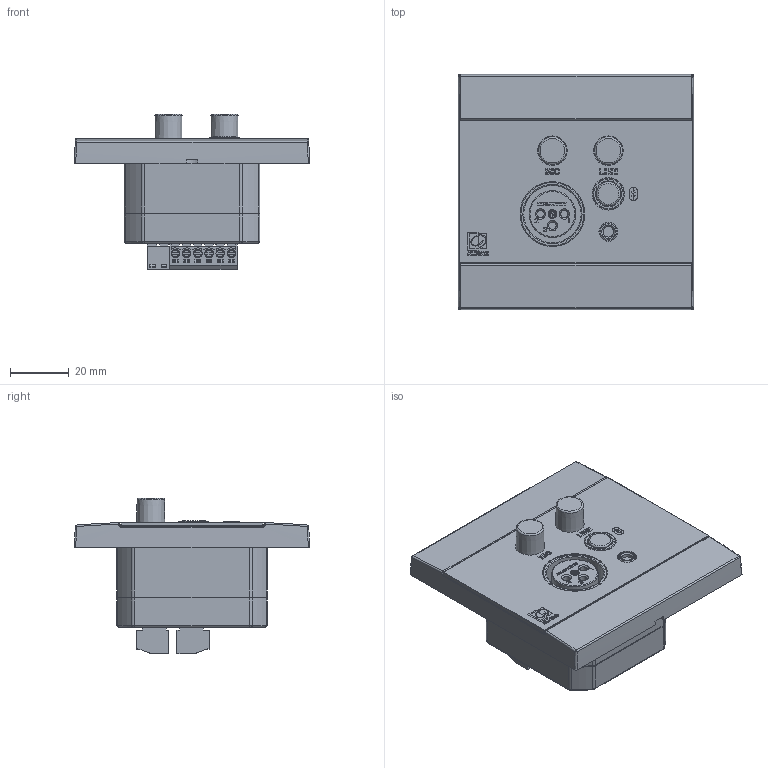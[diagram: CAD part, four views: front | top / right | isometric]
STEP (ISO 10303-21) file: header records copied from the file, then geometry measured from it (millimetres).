
FILE_DESCRIPTION(/* description */ (''),/* implementation_level */ '2;1');
FILE_NAME(/* name */ 'AUDAC - WP225.stp',/* time_stamp */ '2021-06-07T16:55:18+02:00',/* author */ ('kamiel'),/* organization */ (''),/* preprocessor_version */ 'ST-DEVELOPER v18.1',/* originating_system */ 'Autodesk Inventor 2021',/* authorisation */ '');
FILE_SCHEMA (('AUTOMOTIVE_DESIGN { 1 0 10303 214 3 1 1 }'));
Length unit declared in the file: millimetre
Products named in the file (1): AUDAC - WP225
Bounding box: 80 x 80 x 52.7 mm (x, y, z)
Volume: 116495 mm3; surface area: 39340.6 mm2
Topology: 1 solids, 21 shells, 2268 faces, 5963 edges, 3887 vertices
Faces by surface type: plane 1687, cylinder 358, bspline 78, torus 77, cone 48, sphere 20
Full cylindrical faces by diameter (mm): 1.9 x28, 2 x14, 2.5 x4, 2.9 x28, 3 x1, 3.6 x1, 4.1 x1, 6 x1, 6.4 x2, 8.4 x1, 10 x4, 10.4 x1, 11 x2, 15.85 x1, 19.5 x1, 22 x2
Entity records: 75327 total; most frequent: CARTESIAN_POINT 16425, ORIENTED_EDGE 11926, DIRECTION 11241, EDGE_CURVE 5963, LINE 4583, VECTOR 4583, VERTEX_POINT 3887, AXIS2_PLACEMENT_3D 3329
